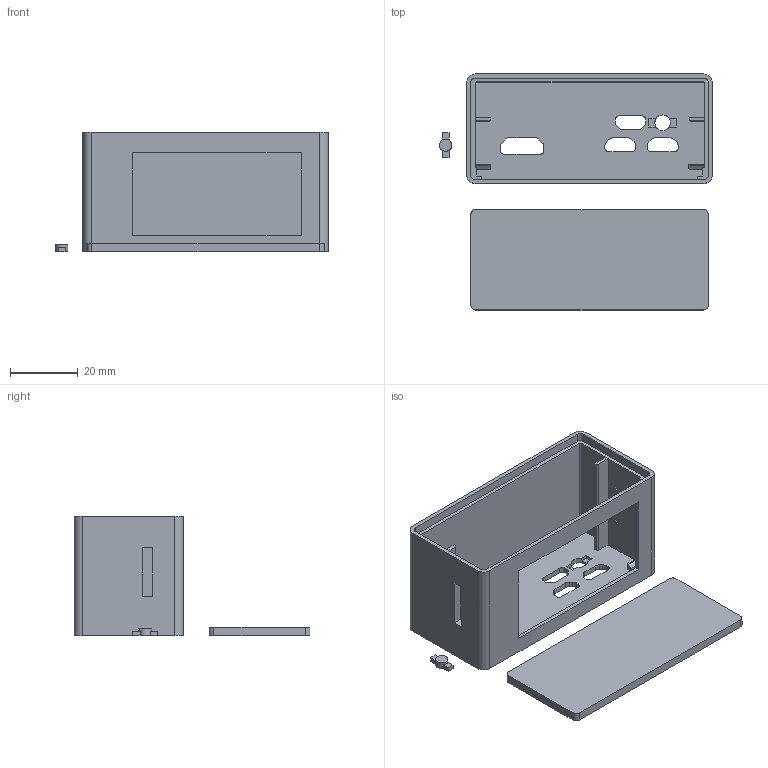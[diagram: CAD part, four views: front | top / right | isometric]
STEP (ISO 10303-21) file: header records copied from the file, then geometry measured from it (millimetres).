
FILE_DESCRIPTION(/* description */ (''),/* implementation_level */ '2;1');
FILE_NAME(/* name */ 'pwnagotchi-waveshare-pisugar1200.step',/* time_stamp */ '2020-01-23T18:06:38+07:00',/* author */ (''),/* organization */ (''),/* preprocessor_version */ 'ST-DEVELOPER v18',/* originating_system */ 'Autodesk Translation Framework v8.12.0.6',/* authorisation */ '');
FILE_SCHEMA (('AUTOMOTIVE_DESIGN { 1 0 10303 214 3 1 1 }'));
Length unit declared in the file: millimetre
Products named in the file (4): Pwnagotchi Mk. 2; Button PiSugar (1); Case WS PiSugar 1200; Lid Sugar 1200 (1)
Assembly tree (3 placements, depth 2):
  Pwnagotchi Mk. 2
    Button PiSugar (1)
    Case WS PiSugar 1200
    Lid Sugar 1200 (1)
Bounding box: 80.47 x 69.52 x 35.34 mm (x, y, z)
Volume: 20450.3 mm3; surface area: 21517 mm2
Topology: 7 solids, 7 shells, 173 faces, 474 edges, 316 vertices
Faces by surface type: plane 127, cylinder 46
Full cylindrical faces by diameter (mm): 3.6 x1, 4.6 x1
Entity records: 5632 total; most frequent: CARTESIAN_POINT 970, ORIENTED_EDGE 948, DIRECTION 934, EDGE_CURVE 474, LINE 374, VECTOR 374, VERTEX_POINT 316, AXIS2_PLACEMENT_3D 280
